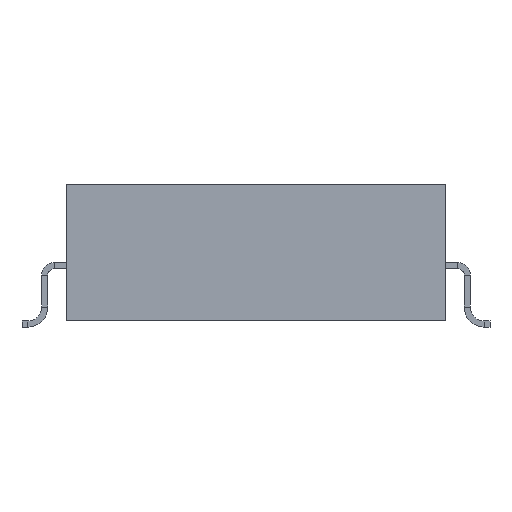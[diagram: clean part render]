
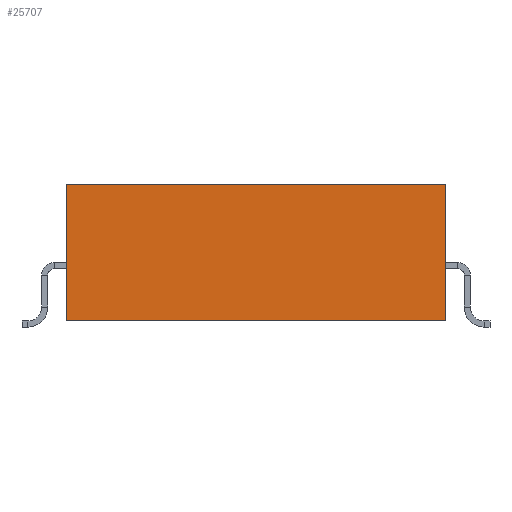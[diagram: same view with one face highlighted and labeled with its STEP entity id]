
A CAD part, front view. The second image highlights one B-rep face of the part: STEP entity #25707.
In plain terms, the highlighted planar face has unit normal (0, -1, 0).
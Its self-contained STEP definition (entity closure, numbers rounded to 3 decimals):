
#513 = LINE ( 'NONE', #12913, #9418 ) ;
#1153 = VERTEX_POINT ( 'NONE', #12296 ) ;
#1472 = CARTESIAN_POINT ( 'NONE',  ( 7.62, -6.82, -2.735 ) ) ;
#4202 = EDGE_CURVE ( 'NONE', #7949, #1153, #25652, .T. ) ;
#5034 = AXIS2_PLACEMENT_3D ( 'NONE', #9800, #19689, #19562 ) ;
#5191 = EDGE_CURVE ( 'NONE', #7949, #21886, #11128, .T. ) ;
#6036 = CARTESIAN_POINT ( 'NONE',  ( 7.62, -6.82, 2.735 ) ) ;
#6804 = VECTOR ( 'NONE', #17859, 1000. ) ;
#6842 = VECTOR ( 'NONE', #25361, 1000. ) ;
#7712 = LINE ( 'NONE', #21697, #6842 ) ;
#7949 = VERTEX_POINT ( 'NONE', #17181 ) ;
#9418 = VECTOR ( 'NONE', #10807, 1000. ) ;
#9800 = CARTESIAN_POINT ( 'NONE',  ( 7.62, -6.82, 2.735 ) ) ;
#10728 = CARTESIAN_POINT ( 'NONE',  ( -7.62, -6.82, 2.735 ) ) ;
#10807 = DIRECTION ( 'NONE',  ( 1., 0., 0. ) ) ;
#11128 = LINE ( 'NONE', #10728, #23694 ) ;
#12054 = EDGE_CURVE ( 'NONE', #21886, #23573, #513, .T. ) ;
#12270 = ORIENTED_EDGE ( 'NONE', *, *, #5191, .T. ) ;
#12296 = CARTESIAN_POINT ( 'NONE',  ( 7.62, -6.82, 2.735 ) ) ;
#12407 = EDGE_LOOP ( 'NONE', ( #25587, #25775, #24008, #12270 ) ) ;
#12913 = CARTESIAN_POINT ( 'NONE',  ( 7.62, -6.82, -2.735 ) ) ;
#15701 = PLANE ( 'NONE',  #5034 ) ;
#17181 = CARTESIAN_POINT ( 'NONE',  ( -7.62, -6.82, 2.735 ) ) ;
#17859 = DIRECTION ( 'NONE',  ( 1., 0., 0. ) ) ;
#18909 = DIRECTION ( 'NONE',  ( 0., 0., -1. ) ) ;
#19562 = DIRECTION ( 'NONE',  ( 0., 0., -1. ) ) ;
#19689 = DIRECTION ( 'NONE',  ( 0., 1., 0. ) ) ;
#20872 = EDGE_CURVE ( 'NONE', #1153, #23573, #7712, .T. ) ;
#21697 = CARTESIAN_POINT ( 'NONE',  ( 7.62, -6.82, 2.735 ) ) ;
#21886 = VERTEX_POINT ( 'NONE', #26100 ) ;
#23573 = VERTEX_POINT ( 'NONE', #1472 ) ;
#23694 = VECTOR ( 'NONE', #18909, 1000. ) ;
#24008 = ORIENTED_EDGE ( 'NONE', *, *, #4202, .F. ) ;
#25361 = DIRECTION ( 'NONE',  ( 0., 0., -1. ) ) ;
#25587 = ORIENTED_EDGE ( 'NONE', *, *, #12054, .T. ) ;
#25603 = FACE_OUTER_BOUND ( 'NONE', #12407, .T. ) ;
#25652 = LINE ( 'NONE', #6036, #6804 ) ;
#25707 = ADVANCED_FACE ( 'NONE', ( #25603 ), #15701, .F. ) ;
#25775 = ORIENTED_EDGE ( 'NONE', *, *, #20872, .F. ) ;
#26100 = CARTESIAN_POINT ( 'NONE',  ( -7.62, -6.82, -2.735 ) ) ;
